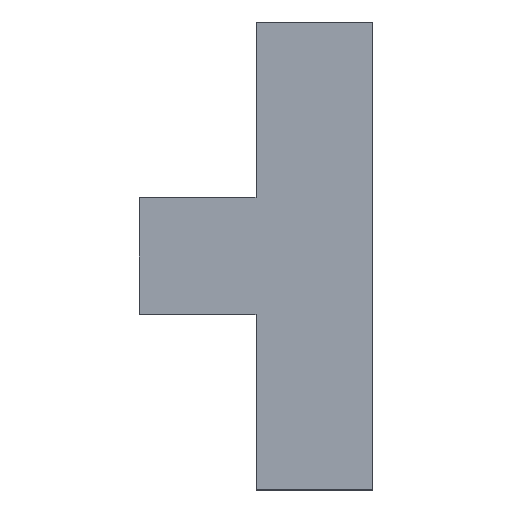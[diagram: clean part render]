
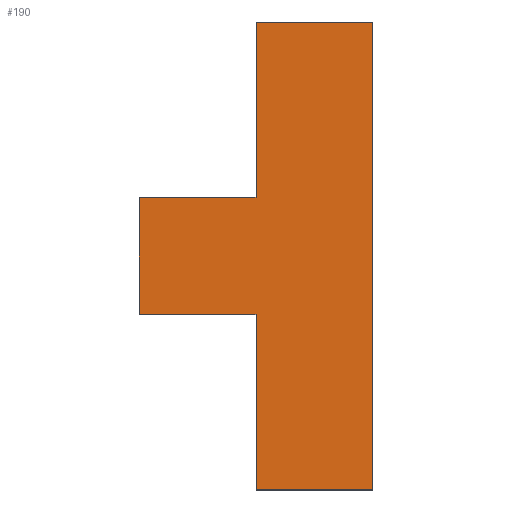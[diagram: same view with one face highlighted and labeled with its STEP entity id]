
A CAD part, top view. The second image highlights one B-rep face of the part: STEP entity #190.
In plain terms, the highlighted planar face has unit normal (0, 0, 1).
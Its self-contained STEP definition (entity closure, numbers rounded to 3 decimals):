
#24=FACE_OUTER_BOUND('',#34,.T.);
#34=EDGE_LOOP('',(#163,#164,#165,#166,#167,#168,#169,#170));
#45=LINE('',#290,#69);
#47=LINE('',#294,#71);
#49=LINE('',#298,#73);
#51=LINE('',#302,#75);
#53=LINE('',#306,#77);
#54=LINE('',#309,#78);
#56=LINE('',#313,#80);
#58=LINE('',#316,#82);
#69=VECTOR('',#237,1000.);
#71=VECTOR('',#241,1000.);
#73=VECTOR('',#245,1000.);
#75=VECTOR('',#249,1000.);
#77=VECTOR('',#253,1000.);
#78=VECTOR('',#256,1000.);
#80=VECTOR('',#260,1000.);
#82=VECTOR('',#264,1000.);
#91=VERTEX_POINT('',#286);
#92=VERTEX_POINT('',#288);
#93=VERTEX_POINT('',#292);
#94=VERTEX_POINT('',#296);
#95=VERTEX_POINT('',#300);
#96=VERTEX_POINT('',#304);
#97=VERTEX_POINT('',#308);
#98=VERTEX_POINT('',#312);
#109=EDGE_CURVE('',#92,#91,#45,.T.);
#111=EDGE_CURVE('',#91,#93,#47,.T.);
#113=EDGE_CURVE('',#93,#94,#49,.T.);
#115=EDGE_CURVE('',#94,#95,#51,.T.);
#117=EDGE_CURVE('',#95,#96,#53,.T.);
#118=EDGE_CURVE('',#97,#96,#54,.T.);
#120=EDGE_CURVE('',#98,#97,#56,.T.);
#122=EDGE_CURVE('',#92,#98,#58,.T.);
#163=ORIENTED_EDGE('',*,*,#111,.F.);
#164=ORIENTED_EDGE('',*,*,#109,.F.);
#165=ORIENTED_EDGE('',*,*,#122,.T.);
#166=ORIENTED_EDGE('',*,*,#120,.T.);
#167=ORIENTED_EDGE('',*,*,#118,.T.);
#168=ORIENTED_EDGE('',*,*,#117,.F.);
#169=ORIENTED_EDGE('',*,*,#115,.F.);
#170=ORIENTED_EDGE('',*,*,#113,.F.);
#180=PLANE('',#220);
#190=ADVANCED_FACE('',(#24),#180,.T.);
#220=AXIS2_PLACEMENT_3D('',#317,#265,#266);
#237=DIRECTION('',(0.,-1.,0.));
#241=DIRECTION('',(-1.,0.,0.));
#245=DIRECTION('',(0.,1.,0.));
#249=DIRECTION('',(-1.,0.,0.));
#253=DIRECTION('',(0.,1.,0.));
#256=DIRECTION('',(-1.,0.,0.));
#260=DIRECTION('',(0.,-1.,0.));
#264=DIRECTION('',(-1.,0.,0.));
#265=DIRECTION('center_axis',(0.,0.,1.));
#266=DIRECTION('ref_axis',(0.,-1.,0.));
#286=CARTESIAN_POINT('',(0.2,-0.4,0.002));
#288=CARTESIAN_POINT('',(0.2,0.4,0.002));
#290=CARTESIAN_POINT('',(0.2,0.4,0.002));
#292=CARTESIAN_POINT('',(0.,-0.4,0.002));
#294=CARTESIAN_POINT('',(0.2,-0.4,0.002));
#296=CARTESIAN_POINT('',(0.,-0.1,0.002));
#298=CARTESIAN_POINT('',(0.,-0.4,0.002));
#300=CARTESIAN_POINT('',(-0.2,-0.1,0.002));
#302=CARTESIAN_POINT('',(0.,-0.1,0.002));
#304=CARTESIAN_POINT('',(-0.2,0.1,0.002));
#306=CARTESIAN_POINT('',(-0.2,-0.1,0.002));
#308=CARTESIAN_POINT('',(0.,0.1,0.002));
#309=CARTESIAN_POINT('',(0.,0.1,0.002));
#312=CARTESIAN_POINT('',(0.,0.4,0.002));
#313=CARTESIAN_POINT('',(0.,0.4,0.002));
#316=CARTESIAN_POINT('',(0.2,0.4,0.002));
#317=CARTESIAN_POINT('Origin',(0.2,0.4,0.002));
